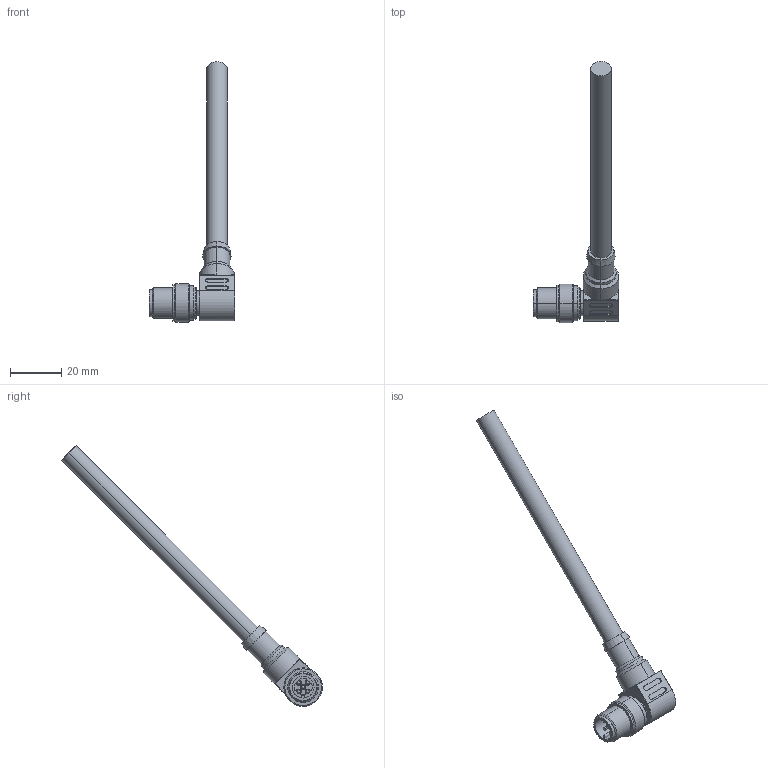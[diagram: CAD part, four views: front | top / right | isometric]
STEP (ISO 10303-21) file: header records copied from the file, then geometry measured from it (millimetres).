
FILE_DESCRIPTION((''),'2;1');
FILE_NAME('ELZ4_5-M-P00_ASM','2019-03-26T',('xin.jin'),(''),'PRO/ENGINEER BY PARAMETRIC TECHNOLOGY CORPORATION, 2012060','PRO/ENGINEER BY PARAMETRIC TECHNOLOGY CORPORATION, 2012060','');
FILE_SCHEMA(('AUTOMOTIVE_DESIGN { 1 0 10303 214 1 1 1 1 }'));
Length unit declared in the file: millimetre
Products named in the file (1): ELZ4_5-M-P00_ASM
Bounding box: 33.18 x 101.42 x 101.42 mm (x, y, z)
Volume: 11758 mm3; surface area: 6934.2 mm2
Topology: 1 solids, 16 shells, 361 faces, 895 edges, 572 vertices
Faces by surface type: cylinder 182, plane 146, cone 20, sphere 9, torus 4
Entity records: 10919 total; most frequent: DIRECTION 2030, CARTESIAN_POINT 1899, ORIENTED_EDGE 1762, EDGE_CURVE 881, AXIS2_PLACEMENT_3D 804, VERTEX_POINT 572, CIRCLE 443, VECTOR 422
